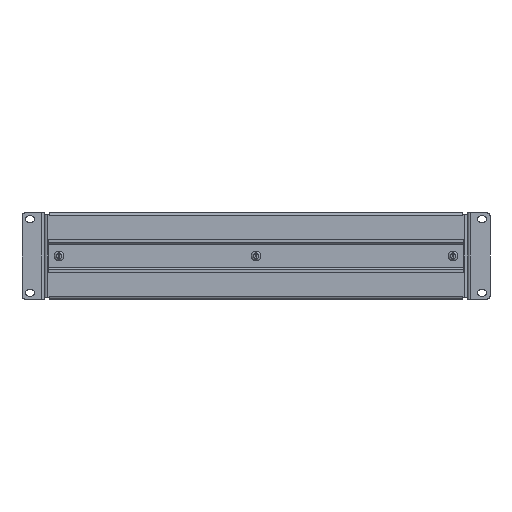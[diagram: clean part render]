
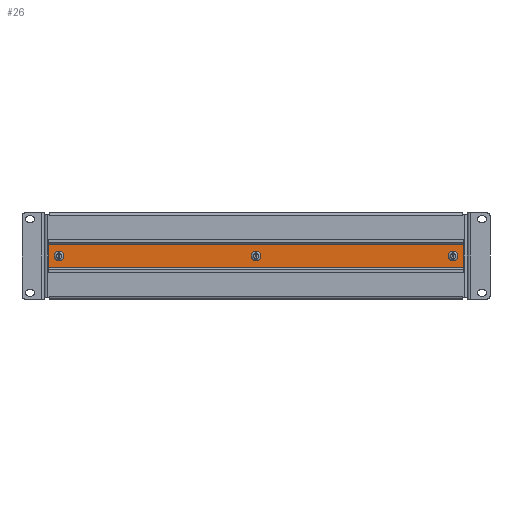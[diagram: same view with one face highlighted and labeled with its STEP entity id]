
A CAD part, front view. The second image highlights one B-rep face of the part: STEP entity #26.
In plain terms, the highlighted planar face has unit normal (0, -1, 0).
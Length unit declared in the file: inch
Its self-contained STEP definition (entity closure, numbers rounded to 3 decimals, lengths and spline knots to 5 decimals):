
#26 = ADVANCED_FACE ( 'NONE', ( #2303, #2159, #5217, #8277 ), #4461, .T. ) ;
#95 = CARTESIAN_POINT ( 'NONE',  ( 8.4375, -0.036, -0.49 ) ) ;
#439 = CARTESIAN_POINT ( 'NONE',  ( -8.4375, -0.036, -0.472 ) ) ;
#580 = ORIENTED_EDGE ( 'NONE', *, *, #8855, .T. ) ;
#688 = DIRECTION ( 'NONE',  ( 0., 1., 0. ) ) ;
#786 = DIRECTION ( 'NONE',  ( -1., 0., 0. ) ) ;
#788 = ORIENTED_EDGE ( 'NONE', *, *, #2425, .T. ) ;
#801 = CARTESIAN_POINT ( 'NONE',  ( -8.4375, -0.036, -0.49 ) ) ;
#957 = ORIENTED_EDGE ( 'NONE', *, *, #5774, .T. ) ;
#1165 = CARTESIAN_POINT ( 'NONE',  ( 8., -0.036, 0. ) ) ;
#1284 = DIRECTION ( 'NONE',  ( 1., 0., 0. ) ) ;
#1310 = EDGE_CURVE ( 'NONE', #9212, #9212, #5994, .T. ) ;
#1367 = EDGE_CURVE ( 'NONE', #9759, #2661, #8425, .T. ) ;
#1552 = DIRECTION ( 'NONE',  ( 0., 0., 1. ) ) ;
#1573 = CARTESIAN_POINT ( 'NONE',  ( 0., -0.036, 0.109 ) ) ;
#1622 = LINE ( 'NONE', #801, #9554 ) ;
#1673 = AXIS2_PLACEMENT_3D ( 'NONE', #2301, #688, #1552 ) ;
#1991 = EDGE_LOOP ( 'NONE', ( #7394, #5478, #957, #788 ) ) ;
#2023 = DIRECTION ( 'NONE',  ( 0., 0., 1. ) ) ;
#2092 = DIRECTION ( 'NONE',  ( 0., 1., 0. ) ) ;
#2159 = FACE_BOUND ( 'NONE', #6600, .T. ) ;
#2233 = DIRECTION ( 'NONE',  ( 0., 0., 1. ) ) ;
#2261 = EDGE_LOOP ( 'NONE', ( #2449 ) ) ;
#2301 = CARTESIAN_POINT ( 'NONE',  ( -8., -0.036, 0. ) ) ;
#2303 = FACE_OUTER_BOUND ( 'NONE', #1991, .T. ) ;
#2400 = CARTESIAN_POINT ( 'NONE',  ( 8.4375, -0.036, -0.49 ) ) ;
#2425 = EDGE_CURVE ( 'NONE', #7529, #4058, #9790, .T. ) ;
#2447 = CARTESIAN_POINT ( 'NONE',  ( 8.4375, -0.036, 0.472 ) ) ;
#2449 = ORIENTED_EDGE ( 'NONE', *, *, #7143, .T. ) ;
#2528 = CARTESIAN_POINT ( 'NONE',  ( 8.4375, -0.036, -0.472 ) ) ;
#2613 = DIRECTION ( 'NONE',  ( 0., 1., 0. ) ) ;
#2661 = VERTEX_POINT ( 'NONE', #9164 ) ;
#2773 = ORIENTED_EDGE ( 'NONE', *, *, #1310, .T. ) ;
#3893 = DIRECTION ( 'NONE',  ( 0., 0., 1. ) ) ;
#3975 = AXIS2_PLACEMENT_3D ( 'NONE', #1165, #2613, #2023 ) ;
#4040 = DIRECTION ( 'NONE',  ( 0., -1., 0. ) ) ;
#4058 = VERTEX_POINT ( 'NONE', #2528 ) ;
#4461 = PLANE ( 'NONE',  #7252 ) ;
#4530 = CARTESIAN_POINT ( 'NONE',  ( 8.4375, -0.036, -0.472 ) ) ;
#5217 = FACE_BOUND ( 'NONE', #2261, .T. ) ;
#5478 = ORIENTED_EDGE ( 'NONE', *, *, #1367, .T. ) ;
#5774 = EDGE_CURVE ( 'NONE', #2661, #7529, #1622, .T. ) ;
#5994 = CIRCLE ( 'NONE', #1673, 0.109 ) ;
#6100 = CIRCLE ( 'NONE', #8505, 0.109 ) ;
#6165 = EDGE_CURVE ( 'NONE', #4058, #9759, #6725, .T. ) ;
#6208 = CARTESIAN_POINT ( 'NONE',  ( -8., -0.036, 0.109 ) ) ;
#6600 = EDGE_LOOP ( 'NONE', ( #580 ) ) ;
#6725 = LINE ( 'NONE', #95, #8301 ) ;
#6817 = VECTOR ( 'NONE', #1284, 39.37008 ) ;
#6832 = CARTESIAN_POINT ( 'NONE',  ( 8., -0.036, 0.109 ) ) ;
#6917 = EDGE_LOOP ( 'NONE', ( #2773 ) ) ;
#7143 = EDGE_CURVE ( 'NONE', #8945, #8945, #7511, .T. ) ;
#7252 = AXIS2_PLACEMENT_3D ( 'NONE', #2400, #4040, #9461 ) ;
#7276 = VECTOR ( 'NONE', #786, 39.37008 ) ;
#7394 = ORIENTED_EDGE ( 'NONE', *, *, #6165, .T. ) ;
#7511 = CIRCLE ( 'NONE', #3975, 0.109 ) ;
#7529 = VERTEX_POINT ( 'NONE', #439 ) ;
#7822 = VERTEX_POINT ( 'NONE', #1573 ) ;
#8277 = FACE_BOUND ( 'NONE', #6917, .T. ) ;
#8301 = VECTOR ( 'NONE', #3893, 39.37008 ) ;
#8425 = LINE ( 'NONE', #9911, #7276 ) ;
#8505 = AXIS2_PLACEMENT_3D ( 'NONE', #8955, #2092, #2233 ) ;
#8688 = DIRECTION ( 'NONE',  ( 0., 0., -1. ) ) ;
#8855 = EDGE_CURVE ( 'NONE', #7822, #7822, #6100, .T. ) ;
#8945 = VERTEX_POINT ( 'NONE', #6832 ) ;
#8955 = CARTESIAN_POINT ( 'NONE',  ( 0., -0.036, 0. ) ) ;
#9164 = CARTESIAN_POINT ( 'NONE',  ( -8.4375, -0.036, 0.472 ) ) ;
#9212 = VERTEX_POINT ( 'NONE', #6208 ) ;
#9461 = DIRECTION ( 'NONE',  ( 0., 0., -1. ) ) ;
#9554 = VECTOR ( 'NONE', #8688, 39.37008 ) ;
#9759 = VERTEX_POINT ( 'NONE', #2447 ) ;
#9790 = LINE ( 'NONE', #4530, #6817 ) ;
#9911 = CARTESIAN_POINT ( 'NONE',  ( 8.4375, -0.036, 0.472 ) ) ;
